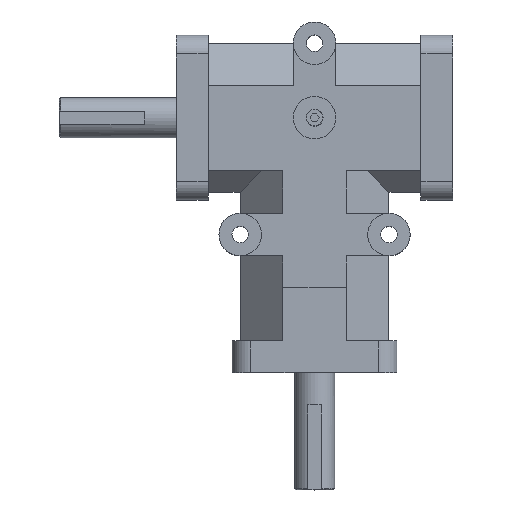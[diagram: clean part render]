
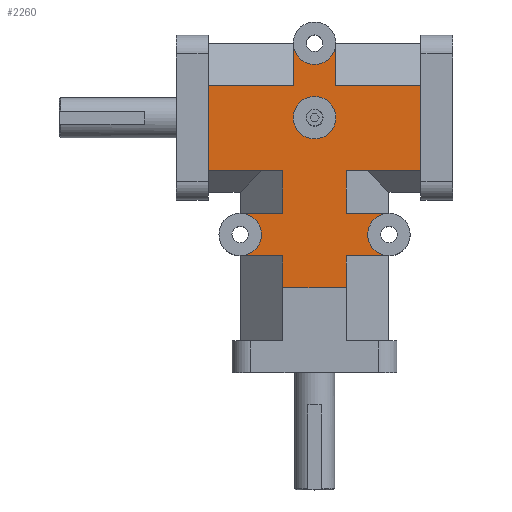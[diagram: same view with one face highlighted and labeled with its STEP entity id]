
A CAD part, top view. The second image highlights one B-rep face of the part: STEP entity #2260.
In plain terms, the highlighted planar face has unit normal (0, 0, 1).
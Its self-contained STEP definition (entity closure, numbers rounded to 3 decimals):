
#135=CIRCLE('',#2456,12.7);
#156=CIRCLE('',#2495,12.7);
#157=CIRCLE('',#2496,12.7);
#158=CIRCLE('',#2497,12.7);
#189=VERTEX_POINT('',#3149);
#190=VERTEX_POINT('',#3151);
#192=VERTEX_POINT('',#3156);
#194=VERTEX_POINT('',#3160);
#289=VERTEX_POINT('',#3422);
#307=VERTEX_POINT('',#3476);
#329=VERTEX_POINT('',#3545);
#350=VERTEX_POINT('',#3605);
#351=VERTEX_POINT('',#3606);
#352=VERTEX_POINT('',#3608);
#353=VERTEX_POINT('',#3611);
#354=VERTEX_POINT('',#3613);
#355=VERTEX_POINT('',#3615);
#356=VERTEX_POINT('',#3617);
#357=VERTEX_POINT('',#3619);
#358=VERTEX_POINT('',#3621);
#359=VERTEX_POINT('',#3623);
#360=VERTEX_POINT('',#3625);
#361=VERTEX_POINT('',#3626);
#362=VERTEX_POINT('',#3628);
#363=VERTEX_POINT('',#3629);
#411=VECTOR('',#2571,1.);
#416=VECTOR('',#2577,1.);
#473=VECTOR('',#2807,1.);
#498=VECTOR('',#2854,1.);
#521=VECTOR('',#2985,1.);
#522=VECTOR('',#2986,1.);
#523=VECTOR('',#2987,1.);
#524=VECTOR('',#2988,1.);
#525=VECTOR('',#2991,1.);
#526=VECTOR('',#2992,1.);
#527=VECTOR('',#2993,1.);
#528=VECTOR('',#2996,1.);
#529=VECTOR('',#2997,1.);
#601=LINE('',#3150,#411);
#606=LINE('',#3161,#416);
#663=LINE('',#3423,#473);
#688=LINE('',#3481,#498);
#711=LINE('',#3607,#521);
#712=LINE('',#3609,#522);
#713=LINE('',#3610,#523);
#714=LINE('',#3612,#524);
#715=LINE('',#3616,#525);
#716=LINE('',#3618,#526);
#717=LINE('',#3620,#527);
#718=LINE('',#3624,#528);
#719=LINE('',#3627,#529);
#796=EDGE_CURVE('',#189,#190,#601,.T.);
#801=EDGE_CURVE('',#194,#192,#606,.T.);
#912=EDGE_CURVE('',#194,#289,#663,.T.);
#945=EDGE_CURVE('',#307,#190,#688,.T.);
#976=EDGE_CURVE('',#329,#329,#135,.T.);
#997=EDGE_CURVE('',#350,#351,#156,.T.);
#998=EDGE_CURVE('',#352,#351,#711,.T.);
#999=EDGE_CURVE('',#192,#352,#712,.T.);
#1000=EDGE_CURVE('',#353,#289,#713,.T.);
#1001=EDGE_CURVE('',#354,#353,#714,.T.);
#1002=EDGE_CURVE('',#354,#355,#157,.T.);
#1003=EDGE_CURVE('',#356,#355,#715,.T.);
#1004=EDGE_CURVE('',#307,#356,#713,.T.);
#1005=EDGE_CURVE('',#357,#189,#716,.T.);
#1006=EDGE_CURVE('',#358,#357,#717,.T.);
#1007=EDGE_CURVE('',#358,#359,#158,.T.);
#1008=EDGE_CURVE('',#360,#359,#718,.T.);
#1009=EDGE_CURVE('',#361,#360,#716,.T.);
#1010=EDGE_CURVE('',#361,#362,#719,.T.);
#1011=EDGE_CURVE('',#363,#362,#712,.T.);
#1012=EDGE_CURVE('',#350,#363,#718,.T.);
#1440=ORIENTED_EDGE('',*,*,#976,.T.);
#1441=ORIENTED_EDGE('',*,*,#997,.T.);
#1442=ORIENTED_EDGE('',*,*,#998,.F.);
#1443=ORIENTED_EDGE('',*,*,#999,.F.);
#1444=ORIENTED_EDGE('',*,*,#801,.F.);
#1445=ORIENTED_EDGE('',*,*,#912,.T.);
#1446=ORIENTED_EDGE('',*,*,#1000,.F.);
#1447=ORIENTED_EDGE('',*,*,#1001,.F.);
#1448=ORIENTED_EDGE('',*,*,#1002,.T.);
#1449=ORIENTED_EDGE('',*,*,#1003,.F.);
#1450=ORIENTED_EDGE('',*,*,#1004,.F.);
#1451=ORIENTED_EDGE('',*,*,#945,.T.);
#1452=ORIENTED_EDGE('',*,*,#796,.F.);
#1453=ORIENTED_EDGE('',*,*,#1005,.F.);
#1454=ORIENTED_EDGE('',*,*,#1006,.F.);
#1455=ORIENTED_EDGE('',*,*,#1007,.T.);
#1456=ORIENTED_EDGE('',*,*,#1008,.F.);
#1457=ORIENTED_EDGE('',*,*,#1009,.F.);
#1458=ORIENTED_EDGE('',*,*,#1010,.T.);
#1459=ORIENTED_EDGE('',*,*,#1011,.F.);
#1460=ORIENTED_EDGE('',*,*,#1012,.F.);
#1864=EDGE_LOOP('',(#1440));
#1865=EDGE_LOOP('',(#1441,#1442,#1443,#1444,#1445,#1446,#1447,#1448,#1449,
#1450,#1451,#1452,#1453,#1454,#1455,#1456,#1457,#1458,#1459,#1460));
#2090=FACE_BOUND('',#1864,.T.);
#2091=FACE_BOUND('',#1865,.T.);
#2260=ADVANCED_FACE('',(#2090,#2091),#3787,.T.);
#2456=AXIS2_PLACEMENT_3D('',#3544,#2908,#2909);
#2494=AXIS2_PLACEMENT_3D('',#3603,#2982,$);
#2495=AXIS2_PLACEMENT_3D('',#3604,#2983,#2984);
#2496=AXIS2_PLACEMENT_3D('',#3614,#2989,#2990);
#2497=AXIS2_PLACEMENT_3D('',#3622,#2994,#2995);
#2571=DIRECTION('',(-1.,0.,0.));
#2577=DIRECTION('',(-1.,0.,0.));
#2807=DIRECTION('',(0.,1.,0.));
#2854=DIRECTION('',(0.,-1.,0.));
#2908=DIRECTION('',(0.,0.,-1.));
#2909=DIRECTION('',(12.7,0.,0.));
#2982=DIRECTION('',(0.,0.,1.));
#2983=DIRECTION('',(0.,0.,-1.));
#2984=DIRECTION('',(12.7,0.,0.));
#2985=DIRECTION('',(1.,0.,0.));
#2986=DIRECTION('',(0.,-1.,0.));
#2987=DIRECTION('',(1.,0.,0.));
#2988=DIRECTION('',(0.,-1.,0.));
#2989=DIRECTION('',(0.,0.,-1.));
#2990=DIRECTION('',(12.7,0.,0.));
#2991=DIRECTION('',(0.,1.,0.));
#2992=DIRECTION('',(0.,1.,0.));
#2993=DIRECTION('',(1.,0.,0.));
#2994=DIRECTION('',(0.,0.,-1.));
#2995=DIRECTION('',(12.7,0.,0.));
#2996=DIRECTION('',(-1.,0.,0.));
#2997=DIRECTION('',(1.,0.,0.));
#3149=CARTESIAN_POINT('',(-19.05,120.65,44.45));
#3150=CARTESIAN_POINT('',(-15.875,120.65,44.45));
#3151=CARTESIAN_POINT('',(-63.5,120.65,44.45));
#3156=CARTESIAN_POINT('',(19.05,120.65,44.45));
#3160=CARTESIAN_POINT('',(63.5,120.65,44.45));
#3161=CARTESIAN_POINT('',(11.113,120.65,44.45));
#3422=CARTESIAN_POINT('',(63.5,171.45,44.45));
#3423=CARTESIAN_POINT('',(63.5,153.136,44.45));
#3476=CARTESIAN_POINT('',(-63.5,171.45,44.45));
#3481=CARTESIAN_POINT('',(-63.5,108.686,44.45));
#3544=CARTESIAN_POINT('',(0.,152.4,44.45));
#3545=CARTESIAN_POINT('',(-12.7,152.4,44.45));
#3603=CARTESIAN_POINT('',(0.,109.421,44.45));
#3604=CARTESIAN_POINT('',(44.45,82.55,44.45));
#3605=CARTESIAN_POINT('',(44.45,69.85,44.45));
#3606=CARTESIAN_POINT('',(44.45,95.25,44.45));
#3607=CARTESIAN_POINT('',(12.7,95.25,44.45));
#3608=CARTESIAN_POINT('',(19.05,95.25,44.45));
#3609=CARTESIAN_POINT('',(19.05,64.236,44.45));
#3610=CARTESIAN_POINT('',(31.75,171.45,44.45));
#3611=CARTESIAN_POINT('',(12.7,171.45,44.45));
#3612=CARTESIAN_POINT('',(12.7,196.85,44.45));
#3613=CARTESIAN_POINT('',(12.7,196.85,44.45));
#3614=CARTESIAN_POINT('',(0.,196.85,44.45));
#3615=CARTESIAN_POINT('',(-12.7,196.85,44.45));
#3616=CARTESIAN_POINT('',(-12.7,196.85,44.45));
#3617=CARTESIAN_POINT('',(-12.7,171.45,44.45));
#3618=CARTESIAN_POINT('',(-19.05,108.686,44.45));
#3619=CARTESIAN_POINT('',(-19.05,95.25,44.45));
#3620=CARTESIAN_POINT('',(-44.45,95.25,44.45));
#3621=CARTESIAN_POINT('',(-44.45,95.25,44.45));
#3622=CARTESIAN_POINT('',(-44.45,82.55,44.45));
#3623=CARTESIAN_POINT('',(-44.45,69.85,44.45));
#3624=CARTESIAN_POINT('',(-44.45,69.85,44.45));
#3625=CARTESIAN_POINT('',(-19.05,69.85,44.45));
#3626=CARTESIAN_POINT('',(-19.05,50.8,44.45));
#3627=CARTESIAN_POINT('',(9.525,50.8,44.45));
#3628=CARTESIAN_POINT('',(19.05,50.8,44.45));
#3629=CARTESIAN_POINT('',(19.05,69.85,44.45));
#3787=PLANE('',#2494);
